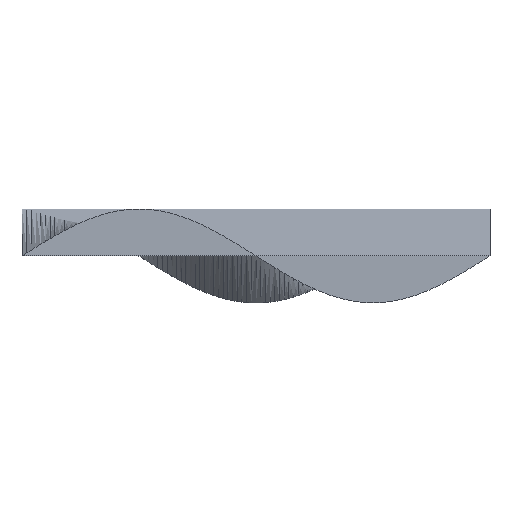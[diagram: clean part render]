
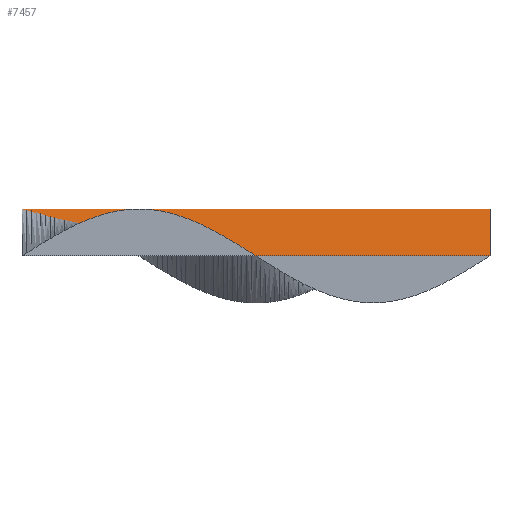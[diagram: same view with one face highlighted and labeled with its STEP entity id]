
A CAD part, top view. The second image highlights one B-rep face of the part: STEP entity #7457.
In plain terms, the highlighted planar face has unit normal (0, -0.894, -0.447).
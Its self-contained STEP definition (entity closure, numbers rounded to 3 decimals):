
#22 = VERTEX_POINT('',#23);
#23 = CARTESIAN_POINT('',(0.,100.,0.));
#32 = B_SPLINE_SURFACE_WITH_KNOTS('',1,1,(
    (#33,#34)
    ,(#35,#36
    )),.UNSPECIFIED.,.F.,.F.,.F.,(2,2),(2,2),(0.,11.808),(0.,1.
    ),.PIECEWISE_BEZIER_KNOTS.);
#33 = CARTESIAN_POINT('',(0.,100.,0.));
#34 = CARTESIAN_POINT('',(0.,0.,200.));
#35 = CARTESIAN_POINT('',(10.,99.803,0.));
#36 = CARTESIAN_POINT('',(10.,6.279,200.));
#43 = PLANE('',#44);
#44 = AXIS2_PLACEMENT_3D('',#45,#46,#47);
#45 = CARTESIAN_POINT('',(0.,100.,0.));
#46 = DIRECTION('',(0.,0.,-1.));
#47 = DIRECTION('',(1.,0.,0.));
#83 = VERTEX_POINT('',#84);
#84 = CARTESIAN_POINT('',(0.,0.,200.));
#98 = PLANE('',#99);
#99 = AXIS2_PLACEMENT_3D('',#100,#101,#102);
#100 = CARTESIAN_POINT('',(0.,0.,200.));
#101 = DIRECTION('',(-0.,0.,1.));
#102 = DIRECTION('',(1.,0.,0.));
#110 = EDGE_CURVE('',#22,#83,#111,.T.);
#111 = SURFACE_CURVE('',#112,(#115,#122),.PCURVE_S1.);
#112 = B_SPLINE_CURVE_WITH_KNOTS('',1,(#113,#114),.UNSPECIFIED.,.F.,.F.,
  (2,2),(0.,1.),.PIECEWISE_BEZIER_KNOTS.);
#113 = CARTESIAN_POINT('',(0.,100.,0.));
#114 = CARTESIAN_POINT('',(0.,0.,200.));
#115 = PCURVE('',#32,#116);
#116 = DEFINITIONAL_REPRESENTATION('',(#117),#121);
#117 = LINE('',#118,#119);
#118 = CARTESIAN_POINT('',(0.,0.));
#119 = VECTOR('',#120,1.);
#120 = DIRECTION('',(0.,1.));
#121 = ( GEOMETRIC_REPRESENTATION_CONTEXT(2) 
PARAMETRIC_REPRESENTATION_CONTEXT() REPRESENTATION_CONTEXT('2D SPACE',''
  ) );
#122 = PCURVE('',#123,#128);
#123 = PLANE('',#124);
#124 = AXIS2_PLACEMENT_3D('',#125,#126,#127);
#125 = CARTESIAN_POINT('',(1000.,0.,200.));
#126 = DIRECTION('',(0.,0.894,0.447));
#127 = DIRECTION('',(-1.,0.,0.));
#128 = DEFINITIONAL_REPRESENTATION('',(#129),#132);
#129 = B_SPLINE_CURVE_WITH_KNOTS('',1,(#130,#131),.UNSPECIFIED.,.F.,.F.,
  (2,2),(0.,1.),.PIECEWISE_BEZIER_KNOTS.);
#130 = CARTESIAN_POINT('',(1000.,-223.607));
#131 = CARTESIAN_POINT('',(1000.,0.));
#132 = ( GEOMETRIC_REPRESENTATION_CONTEXT(2) 
PARAMETRIC_REPRESENTATION_CONTEXT() REPRESENTATION_CONTEXT('2D SPACE',''
  ) );
#7356 = B_SPLINE_SURFACE_WITH_KNOTS('',1,1,(
    (#7357,#7358)
    ,(#7359,#7360
    )),.UNSPECIFIED.,.F.,.F.,.F.,(2,2),(2,2),(0.,11.808),(0.,1.
    ),.PIECEWISE_BEZIER_KNOTS.);
#7357 = CARTESIAN_POINT('',(990.,99.803,0.));
#7358 = CARTESIAN_POINT('',(990.,-6.279,200.));
#7359 = CARTESIAN_POINT('',(1000.,100.,0.));
#7360 = CARTESIAN_POINT('',(1000.,0.,200.));
#7394 = VERTEX_POINT('',#7395);
#7395 = CARTESIAN_POINT('',(1000.,100.,0.));
#7415 = EDGE_CURVE('',#7394,#7416,#7418,.T.);
#7416 = VERTEX_POINT('',#7417);
#7417 = CARTESIAN_POINT('',(1000.,0.,200.));
#7418 = SURFACE_CURVE('',#7419,(#7422,#7429),.PCURVE_S1.);
#7419 = B_SPLINE_CURVE_WITH_KNOTS('',1,(#7420,#7421),.UNSPECIFIED.,.F.,
  .F.,(2,2),(0.,1.),.PIECEWISE_BEZIER_KNOTS.);
#7420 = CARTESIAN_POINT('',(1000.,100.,0.));
#7421 = CARTESIAN_POINT('',(1000.,0.,200.));
#7422 = PCURVE('',#7356,#7423);
#7423 = DEFINITIONAL_REPRESENTATION('',(#7424),#7428);
#7424 = LINE('',#7425,#7426);
#7425 = CARTESIAN_POINT('',(11.808,0.));
#7426 = VECTOR('',#7427,1.);
#7427 = DIRECTION('',(0.,1.));
#7428 = ( GEOMETRIC_REPRESENTATION_CONTEXT(2) 
PARAMETRIC_REPRESENTATION_CONTEXT() REPRESENTATION_CONTEXT('2D SPACE',''
  ) );
#7429 = PCURVE('',#123,#7430);
#7430 = DEFINITIONAL_REPRESENTATION('',(#7431),#7434);
#7431 = B_SPLINE_CURVE_WITH_KNOTS('',1,(#7432,#7433),.UNSPECIFIED.,.F.,
  .F.,(2,2),(0.,1.),.PIECEWISE_BEZIER_KNOTS.);
#7432 = CARTESIAN_POINT('',(0.,-223.607));
#7433 = CARTESIAN_POINT('',(0.,0.));
#7434 = ( GEOMETRIC_REPRESENTATION_CONTEXT(2) 
PARAMETRIC_REPRESENTATION_CONTEXT() REPRESENTATION_CONTEXT('2D SPACE',''
  ) );
#7457 = ADVANCED_FACE('',(#7458),#123,.F.);
#7458 = FACE_BOUND('',#7459,.F.);
#7459 = EDGE_LOOP('',(#7460,#7481,#7482,#7503));
#7460 = ORIENTED_EDGE('',*,*,#7461,.T.);
#7461 = EDGE_CURVE('',#7394,#22,#7462,.T.);
#7462 = SURFACE_CURVE('',#7463,(#7467,#7474),.PCURVE_S1.);
#7463 = LINE('',#7464,#7465);
#7464 = CARTESIAN_POINT('',(1000.,100.,0.));
#7465 = VECTOR('',#7466,1.);
#7466 = DIRECTION('',(-1.,0.,0.));
#7467 = PCURVE('',#123,#7468);
#7468 = DEFINITIONAL_REPRESENTATION('',(#7469),#7473);
#7469 = LINE('',#7470,#7471);
#7470 = CARTESIAN_POINT('',(0.,-223.607));
#7471 = VECTOR('',#7472,1.);
#7472 = DIRECTION('',(1.,0.));
#7473 = ( GEOMETRIC_REPRESENTATION_CONTEXT(2) 
PARAMETRIC_REPRESENTATION_CONTEXT() REPRESENTATION_CONTEXT('2D SPACE',''
  ) );
#7474 = PCURVE('',#43,#7475);
#7475 = DEFINITIONAL_REPRESENTATION('',(#7476),#7480);
#7476 = LINE('',#7477,#7478);
#7477 = CARTESIAN_POINT('',(1000.,0.));
#7478 = VECTOR('',#7479,1.);
#7479 = DIRECTION('',(-1.,0.));
#7480 = ( GEOMETRIC_REPRESENTATION_CONTEXT(2) 
PARAMETRIC_REPRESENTATION_CONTEXT() REPRESENTATION_CONTEXT('2D SPACE',''
  ) );
#7481 = ORIENTED_EDGE('',*,*,#110,.T.);
#7482 = ORIENTED_EDGE('',*,*,#7483,.F.);
#7483 = EDGE_CURVE('',#7416,#83,#7484,.T.);
#7484 = SURFACE_CURVE('',#7485,(#7489,#7496),.PCURVE_S1.);
#7485 = LINE('',#7486,#7487);
#7486 = CARTESIAN_POINT('',(1000.,0.,200.));
#7487 = VECTOR('',#7488,1.);
#7488 = DIRECTION('',(-1.,0.,0.));
#7489 = PCURVE('',#123,#7490);
#7490 = DEFINITIONAL_REPRESENTATION('',(#7491),#7495);
#7491 = LINE('',#7492,#7493);
#7492 = CARTESIAN_POINT('',(0.,0.));
#7493 = VECTOR('',#7494,1.);
#7494 = DIRECTION('',(1.,0.));
#7495 = ( GEOMETRIC_REPRESENTATION_CONTEXT(2) 
PARAMETRIC_REPRESENTATION_CONTEXT() REPRESENTATION_CONTEXT('2D SPACE',''
  ) );
#7496 = PCURVE('',#98,#7497);
#7497 = DEFINITIONAL_REPRESENTATION('',(#7498),#7502);
#7498 = LINE('',#7499,#7500);
#7499 = CARTESIAN_POINT('',(1000.,0.));
#7500 = VECTOR('',#7501,1.);
#7501 = DIRECTION('',(-1.,0.));
#7502 = ( GEOMETRIC_REPRESENTATION_CONTEXT(2) 
PARAMETRIC_REPRESENTATION_CONTEXT() REPRESENTATION_CONTEXT('2D SPACE',''
  ) );
#7503 = ORIENTED_EDGE('',*,*,#7415,.F.);
